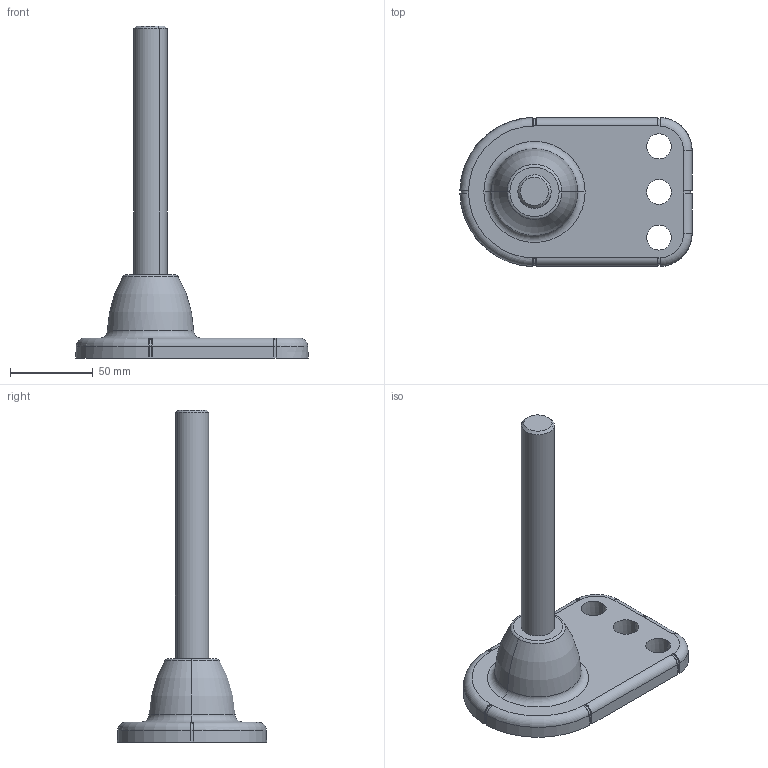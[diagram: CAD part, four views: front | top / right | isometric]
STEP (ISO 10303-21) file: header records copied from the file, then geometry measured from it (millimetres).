
FILE_DESCRIPTION (( 'STEP AP214' ), '1' );
FILE_NAME ('9f20090a20150m.STEP', '2010-09-30T09:46:41', ( 'FATH' ), ( 'FATH' ), 'SwSTEP 2.0', 'SolidWorks 2010', '' );
FILE_SCHEMA (( 'AUTOMOTIVE_DESIGN' ));
Length unit declared in the file: millimetre
Products named in the file (3): 9f20090a20150m; 098f20090a_098 f 20 090 a; 4din976m20180m
Assembly tree (2 placements, depth 2):
  9f20090a20150m
    098f20090a_098 f 20 090 a
    4din976m20180m
Bounding box: 139.99 x 90 x 200 mm (x, y, z)
Volume: 234907.2 mm3; surface area: 46059 mm2
Topology: 2 solids, 2 shells, 271 faces, 683 edges, 419 vertices
Faces by surface type: plane 102, bspline 53, cylinder 50, torus 28, cone 26, sphere 12
Entity records: 13129 total; most frequent: CARTESIAN_POINT 6929, ORIENTED_EDGE 1342, DIRECTION 1129, EDGE_CURVE 671, VERTEX_POINT 419, AXIS2_PLACEMENT_3D 399, VECTOR 331, LINE 331
